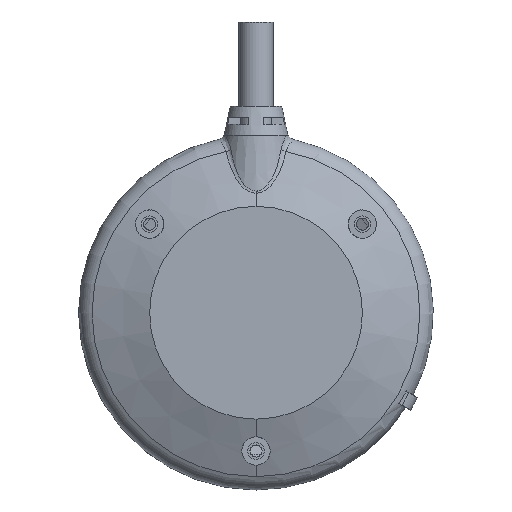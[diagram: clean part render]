
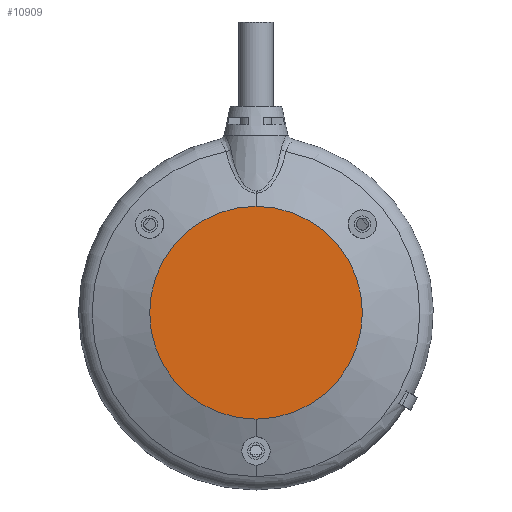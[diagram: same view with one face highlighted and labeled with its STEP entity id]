
A CAD part, front view. The second image highlights one B-rep face of the part: STEP entity #10909.
In plain terms, the highlighted face is planar.
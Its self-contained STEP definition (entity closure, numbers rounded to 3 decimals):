
#8474=CARTESIAN_POINT('',(0.,5.,0.));
#8475=DIRECTION('',(0.,-1.,0.));
#8476=DIRECTION('',(-1.,0.,0.));
#8477=AXIS2_PLACEMENT_3D('',#8474,#8475,#8476);
#8479=CARTESIAN_POINT('',(0.,5.,0.));
#8480=DIRECTION('',(0.,-1.,0.));
#8481=DIRECTION('',(1.,0.,0.));
#8482=AXIS2_PLACEMENT_3D('',#8479,#8480,#8481);
#9149=CARTESIAN_POINT('',(15.,5.,0.));
#9150=VERTEX_POINT('',#9149);
#9151=CARTESIAN_POINT('',(-15.,5.,0.));
#9152=VERTEX_POINT('',#9151);
#10900=CARTESIAN_POINT('',(0.,5.,0.));
#10901=DIRECTION('',(0.,1.,0.));
#10902=DIRECTION('',(1.,0.,0.));
#10903=AXIS2_PLACEMENT_3D('',#10900,#10901,#10902);
#10904=PLANE('',#10903);
#10905=ORIENTED_EDGE('',*,*,#10881,.T.);
#10906=ORIENTED_EDGE('',*,*,#10679,.T.);
#10907=EDGE_LOOP('',(#10905,#10906));
#10908=FACE_OUTER_BOUND('',#10907,.F.);
#10909=ADVANCED_FACE('',(#10908),#10904,.T.);
#8478=CIRCLE('',#8477,15.);
#8483=CIRCLE('',#8482,15.);
#10679=EDGE_CURVE('',#9150,#9152,#8483,.T.);
#10881=EDGE_CURVE('',#9152,#9150,#8478,.T.);
